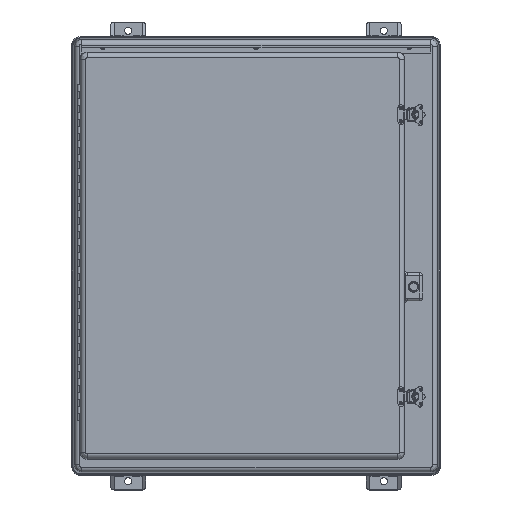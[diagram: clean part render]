
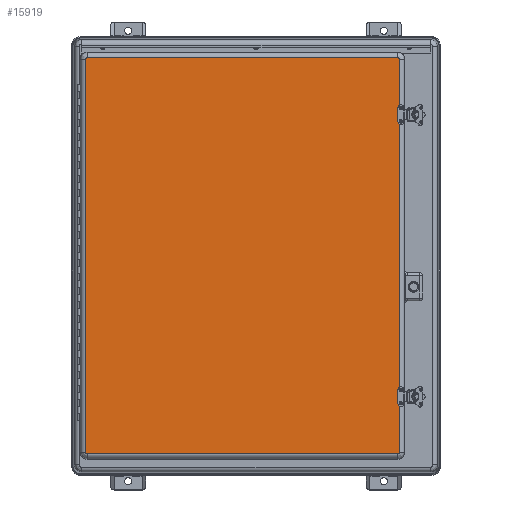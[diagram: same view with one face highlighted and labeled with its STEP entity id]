
A CAD part, top view. The second image highlights one B-rep face of the part: STEP entity #15919.
In plain terms, the highlighted planar face has unit normal (0, 0, 1).
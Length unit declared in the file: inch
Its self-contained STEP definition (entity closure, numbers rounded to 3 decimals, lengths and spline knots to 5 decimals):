
#635=PLANE($,#17287);
#1361=LINE($,#29189,#2580);
#1363=LINE($,#29194,#2582);
#1364=LINE($,#29227,#2583);
#1367=LINE($,#29234,#2586);
#2580=VECTOR($,#20418,22.1875);
#2582=VECTOR($,#20424,28.0625);
#2583=VECTOR($,#20441,28.0625);
#2586=VECTOR($,#20448,22.1875);
#4262=FACE_OUTER_BOUND($,#5352,.T.);
#5352=EDGE_LOOP($,(#12627,#12628,#12629,#12630,#12631,#12632,#12633,#12634));
#6450=CIRCLE($,#17264,0.10404);
#6456=CIRCLE($,#17272,0.10404);
#6460=CIRCLE($,#17276,0.10404);
#6464=CIRCLE($,#17282,0.10404);
#7568=VERTEX_POINT($,#29179);
#7569=VERTEX_POINT($,#29181);
#7571=VERTEX_POINT($,#29187);
#7572=VERTEX_POINT($,#29192);
#7574=VERTEX_POINT($,#29205);
#7575=VERTEX_POINT($,#29218);
#7578=VERTEX_POINT($,#29225);
#7579=VERTEX_POINT($,#29230);
#9399=EDGE_CURVE($,#7568,#7569,#6450,.T.);
#9403=EDGE_CURVE($,#7571,#7568,#1361,.T.);
#9406=EDGE_CURVE($,#7569,#7572,#1363,.T.);
#9408=EDGE_CURVE($,#7574,#7571,#6456,.T.);
#9412=EDGE_CURVE($,#7572,#7575,#6460,.T.);
#9414=EDGE_CURVE($,#7578,#7574,#1364,.T.);
#9418=EDGE_CURVE($,#7575,#7579,#1367,.T.);
#9420=EDGE_CURVE($,#7579,#7578,#6464,.T.);
#12627=ORIENTED_EDGE($,*,*,#9399,.F.);
#12628=ORIENTED_EDGE($,*,*,#9403,.F.);
#12629=ORIENTED_EDGE($,*,*,#9408,.F.);
#12630=ORIENTED_EDGE($,*,*,#9414,.F.);
#12631=ORIENTED_EDGE($,*,*,#9420,.F.);
#12632=ORIENTED_EDGE($,*,*,#9418,.F.);
#12633=ORIENTED_EDGE($,*,*,#9412,.F.);
#12634=ORIENTED_EDGE($,*,*,#9406,.F.);
#15919=ADVANCED_FACE($,(#4262),#635,.T.);
#17264=AXIS2_PLACEMENT_3D($,#29182,#20408,#20409);
#17272=AXIS2_PLACEMENT_3D($,#29207,#20427,#20428);
#17276=AXIS2_PLACEMENT_3D($,#29222,#20435,#20436);
#17282=AXIS2_PLACEMENT_3D($,#29245,#20451,#20452);
#17287=AXIS2_PLACEMENT_3D($,#29254,#20465,#20466);
#20408=DIRECTION('center_axis',(0.,0.,-1.));
#20409=DIRECTION('ref_axis',(0.707,0.707,0.));
#20418=DIRECTION($,(1.,0.,0.));
#20424=DIRECTION($,(0.,-1.,0.));
#20427=DIRECTION('center_axis',(0.,0.,-1.));
#20428=DIRECTION('ref_axis',(-0.707,0.707,0.));
#20435=DIRECTION('center_axis',(0.,0.,-1.));
#20436=DIRECTION('ref_axis',(0.707,-0.707,0.));
#20441=DIRECTION($,(0.,1.,0.));
#20448=DIRECTION($,(-1.,0.,0.));
#20451=DIRECTION('center_axis',(0.,0.,-1.));
#20452=DIRECTION('ref_axis',(-0.707,-0.707,0.));
#20465=DIRECTION('center_axis',(0.,0.,1.));
#20466=DIRECTION('ref_axis',(1.,0.,0.));
#29179=CARTESIAN_POINT('',(11.09375,14.13529,0.96875));
#29181=CARTESIAN_POINT('',(11.19779,14.03125,0.96875));
#29182=CARTESIAN_POINT('Origin',(11.09375,14.03125,0.96875));
#29187=CARTESIAN_POINT('',(-11.09375,14.13529,0.96875));
#29189=CARTESIAN_POINT($,(-11.09375,14.13529,0.96875));
#29192=CARTESIAN_POINT('',(11.19779,-14.03125,0.96875));
#29194=CARTESIAN_POINT($,(11.19779,14.03125,0.96875));
#29205=CARTESIAN_POINT('',(-11.19779,14.03125,0.96875));
#29207=CARTESIAN_POINT('Origin',(-11.09375,14.03125,0.96875));
#29218=CARTESIAN_POINT('',(11.09375,-14.13529,0.96875));
#29222=CARTESIAN_POINT('Origin',(11.09375,-14.03125,0.96875));
#29225=CARTESIAN_POINT('',(-11.19779,-14.03125,0.96875));
#29227=CARTESIAN_POINT($,(-11.19779,-14.03125,0.96875));
#29230=CARTESIAN_POINT('',(-11.09375,-14.13529,0.96875));
#29234=CARTESIAN_POINT($,(11.09375,-14.13529,0.96875));
#29245=CARTESIAN_POINT('Origin',(-11.09375,-14.03125,0.96875));
#29254=CARTESIAN_POINT('Origin',(0.,0.,0.96875));
